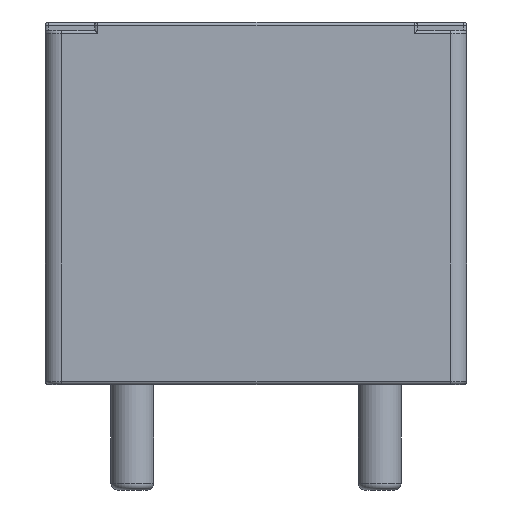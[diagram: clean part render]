
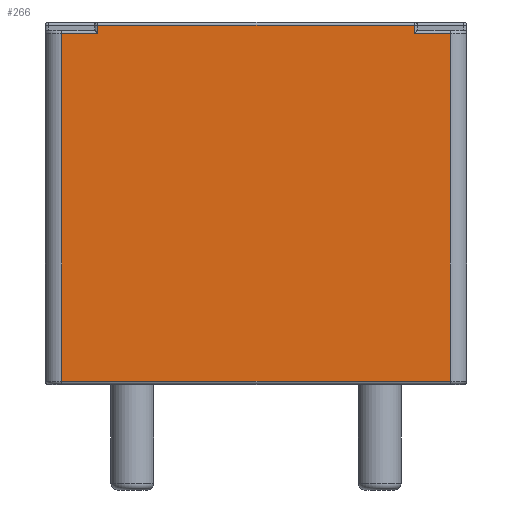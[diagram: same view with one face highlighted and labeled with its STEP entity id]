
A CAD part, left-side view. The second image highlights one B-rep face of the part: STEP entity #266.
In plain terms, the highlighted planar face has unit normal (-1, 0, 0).
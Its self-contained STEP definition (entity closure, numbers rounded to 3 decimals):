
#22 = VERTEX_POINT('',#23);
#23 = CARTESIAN_POINT('',(-2.,9.65,0.1));
#41 = VERTEX_POINT('',#42);
#42 = CARTESIAN_POINT('',(-2.,-2.15,0.1));
#49 = EDGE_CURVE('',#41,#22,#50,.T.);
#50 = LINE('',#51,#52);
#51 = CARTESIAN_POINT('',(-2.,6.95,0.1));
#52 = VECTOR('',#53,1.);
#53 = DIRECTION('',(0.,1.,0.));
#266 = ADVANCED_FACE('',(#267),#324,.T.);
#267 = FACE_BOUND('',#268,.T.);
#268 = EDGE_LOOP('',(#269,#270,#278,#286,#294,#302,#310,#318));
#269 = ORIENTED_EDGE('',*,*,#49,.F.);
#270 = ORIENTED_EDGE('',*,*,#271,.F.);
#271 = EDGE_CURVE('',#272,#41,#274,.T.);
#272 = VERTEX_POINT('',#273);
#273 = CARTESIAN_POINT('',(-2.,-2.15,10.65));
#274 = LINE('',#275,#276);
#275 = CARTESIAN_POINT('',(-2.,-2.15,0.));
#276 = VECTOR('',#277,1.);
#277 = DIRECTION('',(0.,0.,-1.));
#278 = ORIENTED_EDGE('',*,*,#279,.F.);
#279 = EDGE_CURVE('',#280,#272,#282,.T.);
#280 = VERTEX_POINT('',#281);
#281 = CARTESIAN_POINT('',(-2.,-1.05,10.65));
#282 = LINE('',#283,#284);
#283 = CARTESIAN_POINT('',(-2.,4.125,10.65));
#284 = VECTOR('',#285,1.);
#285 = DIRECTION('',(0.,-1.,0.));
#286 = ORIENTED_EDGE('',*,*,#287,.F.);
#287 = EDGE_CURVE('',#288,#280,#290,.T.);
#288 = VERTEX_POINT('',#289);
#289 = CARTESIAN_POINT('',(-2.,-1.05,10.9));
#290 = LINE('',#291,#292);
#291 = CARTESIAN_POINT('',(-2.,-1.05,5.5));
#292 = VECTOR('',#293,1.);
#293 = DIRECTION('',(0.,0.,-1.));
#294 = ORIENTED_EDGE('',*,*,#295,.F.);
#295 = EDGE_CURVE('',#296,#288,#298,.T.);
#296 = VERTEX_POINT('',#297);
#297 = CARTESIAN_POINT('',(-2.,8.55,10.9));
#298 = LINE('',#299,#300);
#299 = CARTESIAN_POINT('',(-2.,6.95,10.9));
#300 = VECTOR('',#301,1.);
#301 = DIRECTION('',(0.,-1.,0.));
#302 = ORIENTED_EDGE('',*,*,#303,.F.);
#303 = EDGE_CURVE('',#304,#296,#306,.T.);
#304 = VERTEX_POINT('',#305);
#305 = CARTESIAN_POINT('',(-2.,8.55,10.65));
#306 = LINE('',#307,#308);
#307 = CARTESIAN_POINT('',(-2.,8.55,5.5));
#308 = VECTOR('',#309,1.);
#309 = DIRECTION('',(0.,0.,1.));
#310 = ORIENTED_EDGE('',*,*,#311,.F.);
#311 = EDGE_CURVE('',#312,#304,#314,.T.);
#312 = VERTEX_POINT('',#313);
#313 = CARTESIAN_POINT('',(-2.,9.65,10.65));
#314 = LINE('',#315,#316);
#315 = CARTESIAN_POINT('',(-2.,9.775,10.65));
#316 = VECTOR('',#317,1.);
#317 = DIRECTION('',(0.,-1.,0.));
#318 = ORIENTED_EDGE('',*,*,#319,.F.);
#319 = EDGE_CURVE('',#22,#312,#320,.T.);
#320 = LINE('',#321,#322);
#321 = CARTESIAN_POINT('',(-2.,9.65,0.));
#322 = VECTOR('',#323,1.);
#323 = DIRECTION('',(0.,0.,1.));
#324 = PLANE('',#325);
#325 = AXIS2_PLACEMENT_3D('',#326,#327,#328);
#326 = CARTESIAN_POINT('',(-2.,10.15,0.));
#327 = DIRECTION('',(-1.,0.,0.));
#328 = DIRECTION('',(0.,-1.,0.));
